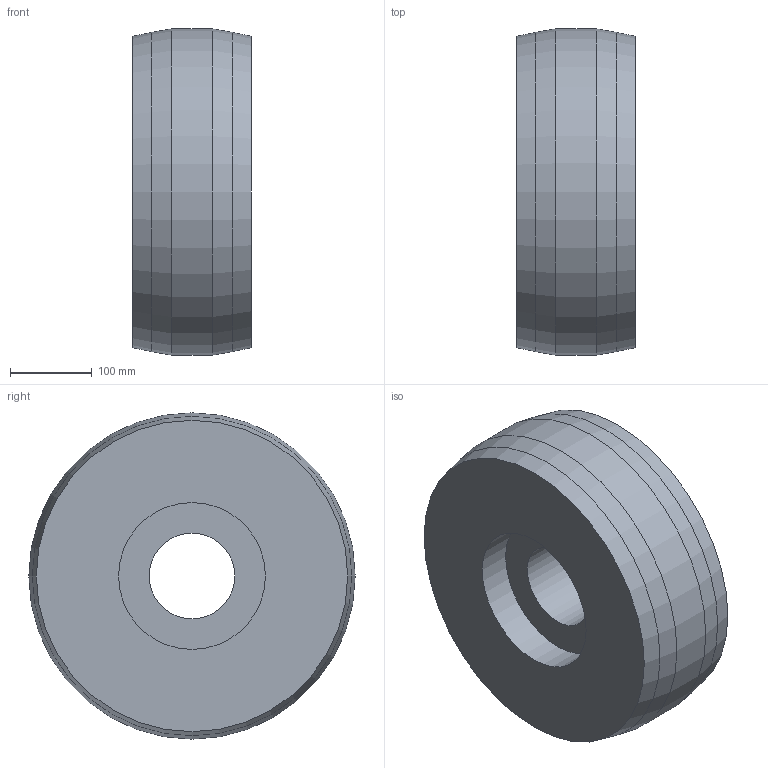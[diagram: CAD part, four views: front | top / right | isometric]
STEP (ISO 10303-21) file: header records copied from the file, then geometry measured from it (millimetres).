
FILE_DESCRIPTION(/* description */ (''),/* implementation_level */ '2;1');
FILE_NAME(/* name */ 'TRBB400145.stp',/* time_stamp */ '2017-10-17T08:13:58+02:00',/* author */ ('pb'),/* organization */ (''),/* preprocessor_version */ 'ST-DEVELOPER v16.5',/* originating_system */ 'Autodesk Inventor 2017',/* authorisation */ '');
FILE_SCHEMA (('AUTOMOTIVE_DESIGN { 1 0 10303 214 3 1 1 }'));
Length unit declared in the file: millimetre
Products named in the file (1): Part1
Bounding box: 145 x 400 x 400 mm (x, y, z)
Volume: 15090698.4 mm3; surface area: 460133.7 mm2
Topology: 1 solids, 1 shells, 12 faces, 20 edges, 12 vertices
Faces by surface type: plane 4, cylinder 4, cone 4
Full cylindrical faces by diameter (mm): 105 x1, 180 x2, 400 x1
Entity records: 300 total; most frequent: DIRECTION 50, CARTESIAN_POINT 37, AXIS2_PLACEMENT_3D 25, EDGE_LOOP 24, ORIENTED_EDGE 24, FACE_BOUND 12, FACE_OUTER_BOUND 12, CIRCLE 12
